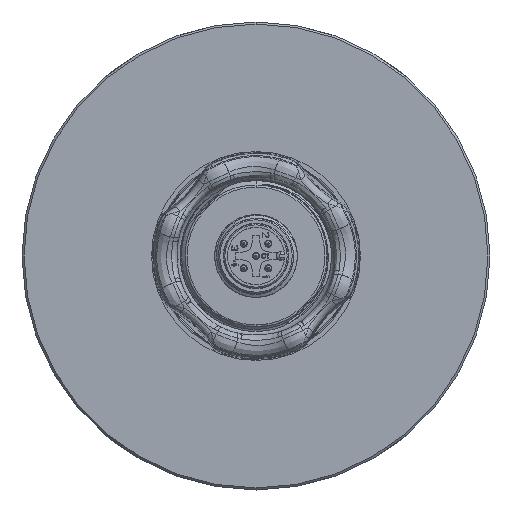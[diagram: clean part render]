
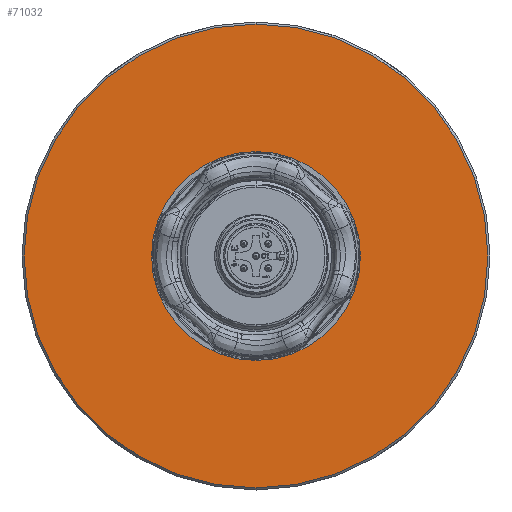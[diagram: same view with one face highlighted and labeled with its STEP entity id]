
A CAD part, front view. The second image highlights one B-rep face of the part: STEP entity #71032.
In plain terms, the highlighted planar face has unit normal (0, -1, 0).
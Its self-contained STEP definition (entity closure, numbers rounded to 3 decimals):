
#933 = CARTESIAN_POINT ( 'NONE',  ( 0., 0., 0. ) ) ;
#1322 = DIRECTION ( 'NONE',  ( 0., 0., 1. ) ) ;
#2322 = EDGE_CURVE ( 'NONE', #41238, #53019, #27669, .T. ) ;
#4728 = CARTESIAN_POINT ( 'NONE',  ( 0., 0., 15.15 ) ) ;
#5242 = ORIENTED_EDGE ( 'NONE', *, *, #46155, .T. ) ;
#7205 = ORIENTED_EDGE ( 'NONE', *, *, #21578, .T. ) ;
#10771 = CARTESIAN_POINT ( 'NONE',  ( 0., 0., -15.15 ) ) ;
#12752 = EDGE_LOOP ( 'NONE', ( #44483, #61055 ) ) ;
#13273 = VERTEX_POINT ( 'NONE', #54903 ) ;
#13477 = AXIS2_PLACEMENT_3D ( 'NONE', #59410, #77748, #23095 ) ;
#13649 = DIRECTION ( 'NONE',  ( 0., -1., 0. ) ) ;
#14287 = DIRECTION ( 'NONE',  ( 0., 0., 1. ) ) ;
#20281 = DIRECTION ( 'NONE',  ( 0., -1., 0. ) ) ;
#21578 = EDGE_CURVE ( 'NONE', #13273, #39115, #34609, .T. ) ;
#23095 = DIRECTION ( 'NONE',  ( 0., 0., 1. ) ) ;
#27669 = CIRCLE ( 'NONE', #50635, 15.15 ) ;
#28741 = CARTESIAN_POINT ( 'NONE',  ( 0., 0., 0. ) ) ;
#30730 = CARTESIAN_POINT ( 'NONE',  ( 0., 0., 0. ) ) ;
#31131 = DIRECTION ( 'NONE',  ( 0., 0., -1. ) ) ;
#33229 = CIRCLE ( 'NONE', #77832, 15.15 ) ;
#34609 = CIRCLE ( 'NONE', #54993, 33.65 ) ;
#35062 = PLANE ( 'NONE',  #13477 ) ;
#39115 = VERTEX_POINT ( 'NONE', #58237 ) ;
#40262 = FACE_OUTER_BOUND ( 'NONE', #45635, .T. ) ;
#41238 = VERTEX_POINT ( 'NONE', #10771 ) ;
#44483 = ORIENTED_EDGE ( 'NONE', *, *, #2322, .F. ) ;
#45635 = EDGE_LOOP ( 'NONE', ( #5242, #7205 ) ) ;
#46155 = EDGE_CURVE ( 'NONE', #39115, #13273, #46874, .T. ) ;
#46271 = FACE_BOUND ( 'NONE', #12752, .T. ) ;
#46874 = CIRCLE ( 'NONE', #68537, 33.65 ) ;
#50635 = AXIS2_PLACEMENT_3D ( 'NONE', #30730, #67461, #31131 ) ;
#52000 = EDGE_CURVE ( 'NONE', #53019, #41238, #33229, .T. ) ;
#53019 = VERTEX_POINT ( 'NONE', #4728 ) ;
#54903 = CARTESIAN_POINT ( 'NONE',  ( 0., 0., -33.65 ) ) ;
#54993 = AXIS2_PLACEMENT_3D ( 'NONE', #933, #13649, #1322 ) ;
#55390 = CARTESIAN_POINT ( 'NONE',  ( 0., 0., 0. ) ) ;
#58237 = CARTESIAN_POINT ( 'NONE',  ( 0., 0., 33.65 ) ) ;
#59410 = CARTESIAN_POINT ( 'NONE',  ( 0., 0., 0. ) ) ;
#61055 = ORIENTED_EDGE ( 'NONE', *, *, #52000, .F. ) ;
#65070 = DIRECTION ( 'NONE',  ( 0., 0., -1. ) ) ;
#67461 = DIRECTION ( 'NONE',  ( 0., -1., 0. ) ) ;
#68537 = AXIS2_PLACEMENT_3D ( 'NONE', #55390, #20281, #14287 ) ;
#71032 = ADVANCED_FACE ( 'NONE', ( #46271, #40262 ), #35062, .F. ) ;
#77748 = DIRECTION ( 'NONE',  ( 0., 1., 0. ) ) ;
#77814 = DIRECTION ( 'NONE',  ( 0., -1., 0. ) ) ;
#77832 = AXIS2_PLACEMENT_3D ( 'NONE', #28741, #77814, #65070 ) ;
